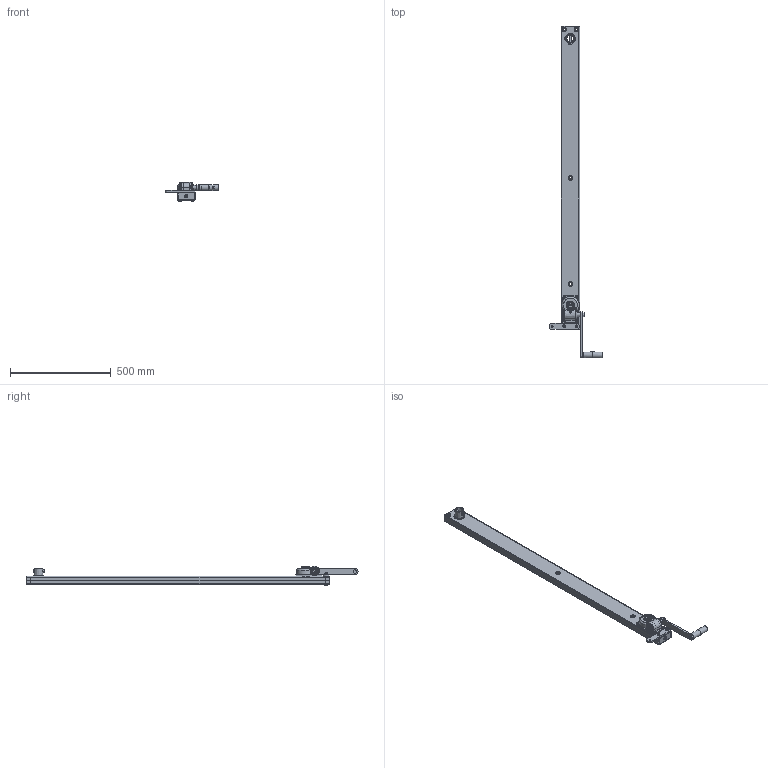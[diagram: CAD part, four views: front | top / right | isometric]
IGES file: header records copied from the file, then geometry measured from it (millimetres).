
Global section: file name: 52160_0650_15; native system: Autodesk Inventor 2022; preprocessor: unknown; author: Nesvadba; date: 20240224.142138; units: millimetre
Bounding box: 265.85 x 1643.7 x 96.11 mm (x, y, z)
Volume: 1118055.3 mm3; surface area: 928948.5 mm2
Topology: 48 solids, 48 shells, 1200 faces, 3062 edges, 2015 vertices
Faces by surface type: bspline 1200
